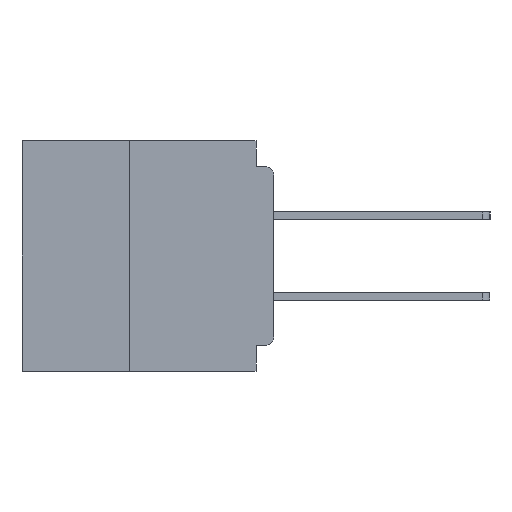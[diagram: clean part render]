
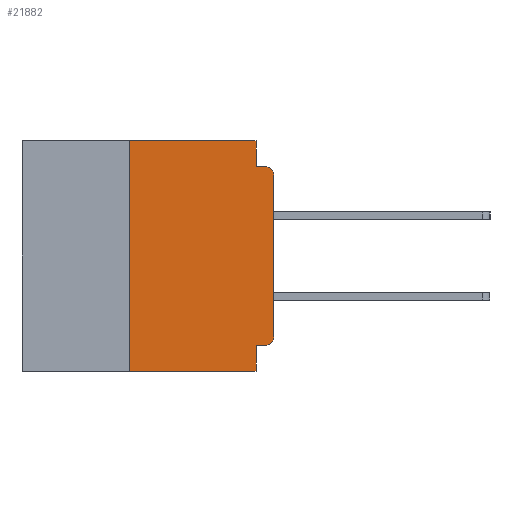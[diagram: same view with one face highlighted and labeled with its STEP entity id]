
A CAD part, left-side view. The second image highlights one B-rep face of the part: STEP entity #21882.
In plain terms, the highlighted planar face has unit normal (-1, 0, 0).
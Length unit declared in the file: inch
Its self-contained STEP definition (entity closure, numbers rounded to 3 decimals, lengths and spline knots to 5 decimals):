
#576 = AXIS2_PLACEMENT_3D ( 'NONE', #9610, #31864, #12806 ) ;
#791 = CIRCLE ( 'NONE', #576, 0.015 ) ;
#2163 = CARTESIAN_POINT ( 'NONE',  ( 0., 0.437, 0. ) ) ;
#3163 = CARTESIAN_POINT ( 'NONE',  ( 0., 0.031, -0.355 ) ) ;
#3666 = CARTESIAN_POINT ( 'NONE',  ( 0., 0.031, 0. ) ) ;
#4055 = LINE ( 'NONE', #23456, #20051 ) ;
#4248 = VECTOR ( 'NONE', #16094, 39.37008 ) ;
#4429 = LINE ( 'NONE', #39293, #36311 ) ;
#5198 = FACE_OUTER_BOUND ( 'NONE', #29893, .T. ) ;
#5562 = CARTESIAN_POINT ( 'NONE',  ( 0., 0., -0.34 ) ) ;
#5897 = EDGE_CURVE ( 'NONE', #39297, #25258, #17891, .T. ) ;
#6860 = CARTESIAN_POINT ( 'NONE',  ( 0., 0.25, -0.4 ) ) ;
#7231 = VECTOR ( 'NONE', #29149, 39.37008 ) ;
#7675 = VERTEX_POINT ( 'NONE', #16786 ) ;
#8011 = CARTESIAN_POINT ( 'NONE',  ( 0., 0., -0.355 ) ) ;
#8023 = EDGE_CURVE ( 'NONE', #15538, #29248, #791, .T. ) ;
#8258 = ORIENTED_EDGE ( 'NONE', *, *, #15154, .F. ) ;
#9324 = CARTESIAN_POINT ( 'NONE',  ( 0., 0.437, 0. ) ) ;
#9408 = VERTEX_POINT ( 'NONE', #16906 ) ;
#9610 = CARTESIAN_POINT ( 'NONE',  ( 0., 0.015, -0.34 ) ) ;
#10532 = CARTESIAN_POINT ( 'NONE',  ( 0., 0.25, 0. ) ) ;
#10692 = VERTEX_POINT ( 'NONE', #10532 ) ;
#11052 = EDGE_CURVE ( 'NONE', #7675, #22102, #12041, .T. ) ;
#11257 = EDGE_CURVE ( 'NONE', #29248, #7675, #4055, .T. ) ;
#11334 = CARTESIAN_POINT ( 'NONE',  ( 0., 0.031, -0.4 ) ) ;
#12041 = CIRCLE ( 'NONE', #14027, 0.015 ) ;
#12806 = DIRECTION ( 'NONE',  ( 0., 0., -1. ) ) ;
#12866 = CARTESIAN_POINT ( 'NONE',  ( 0., 0., -0.045 ) ) ;
#13376 = CARTESIAN_POINT ( 'NONE',  ( 0., 0.031, -0.4 ) ) ;
#13397 = VERTEX_POINT ( 'NONE', #41162 ) ;
#14027 = AXIS2_PLACEMENT_3D ( 'NONE', #16202, #38463, #19426 ) ;
#14732 = LINE ( 'NONE', #6860, #7231 ) ;
#15154 = EDGE_CURVE ( 'NONE', #9408, #13397, #36615, .T. ) ;
#15538 = VERTEX_POINT ( 'NONE', #21397 ) ;
#15750 = DIRECTION ( 'NONE',  ( 1., 0., 0. ) ) ;
#16094 = DIRECTION ( 'NONE',  ( 0., -1., 0. ) ) ;
#16202 = CARTESIAN_POINT ( 'NONE',  ( 0., 0.015, -0.06 ) ) ;
#16786 = CARTESIAN_POINT ( 'NONE',  ( 0., 0., -0.06 ) ) ;
#16906 = CARTESIAN_POINT ( 'NONE',  ( 0., 0.031, 0. ) ) ;
#17891 = LINE ( 'NONE', #11334, #35773 ) ;
#19130 = ORIENTED_EDGE ( 'NONE', *, *, #5897, .F. ) ;
#19426 = DIRECTION ( 'NONE',  ( 0., 0., -1. ) ) ;
#20009 = VECTOR ( 'NONE', #37013, 39.37008 ) ;
#20051 = VECTOR ( 'NONE', #26779, 39.37008 ) ;
#20322 = ORIENTED_EDGE ( 'NONE', *, *, #11052, .T. ) ;
#20557 = EDGE_CURVE ( 'NONE', #10692, #9408, #37334, .T. ) ;
#20562 = ORIENTED_EDGE ( 'NONE', *, *, #20557, .F. ) ;
#21276 = ORIENTED_EDGE ( 'NONE', *, *, #24756, .T. ) ;
#21397 = CARTESIAN_POINT ( 'NONE',  ( 0., 0.015, -0.355 ) ) ;
#21436 = EDGE_CURVE ( 'NONE', #38190, #10692, #14732, .T. ) ;
#21813 = VECTOR ( 'NONE', #38627, 39.37008 ) ;
#21882 = ADVANCED_FACE ( 'NONE', ( #5198 ), #25092, .F. ) ;
#22102 = VERTEX_POINT ( 'NONE', #35734 ) ;
#23456 = CARTESIAN_POINT ( 'NONE',  ( 0., 0., 0. ) ) ;
#23493 = DIRECTION ( 'NONE',  ( 0., -1., 0. ) ) ;
#24756 = EDGE_CURVE ( 'NONE', #38190, #25258, #4429, .T. ) ;
#25092 = PLANE ( 'NONE',  #35080 ) ;
#25258 = VERTEX_POINT ( 'NONE', #13376 ) ;
#25360 = ORIENTED_EDGE ( 'NONE', *, *, #40378, .F. ) ;
#26779 = DIRECTION ( 'NONE',  ( 0., 0., 1. ) ) ;
#27111 = DIRECTION ( 'NONE',  ( 0., 1., 0. ) ) ;
#28339 = VECTOR ( 'NONE', #27111, 39.37008 ) ;
#29149 = DIRECTION ( 'NONE',  ( 0., 0., 1. ) ) ;
#29248 = VERTEX_POINT ( 'NONE', #5562 ) ;
#29893 = EDGE_LOOP ( 'NONE', ( #35246, #20322, #30859, #8258, #20562, #32016, #21276, #19130, #25360, #36380 ) ) ;
#30303 = CARTESIAN_POINT ( 'NONE',  ( 0., 0.25, -0.4 ) ) ;
#30318 = LINE ( 'NONE', #8011, #28339 ) ;
#30859 = ORIENTED_EDGE ( 'NONE', *, *, #38537, .F. ) ;
#31864 = DIRECTION ( 'NONE',  ( -1., 0., 0. ) ) ;
#32016 = ORIENTED_EDGE ( 'NONE', *, *, #21436, .F. ) ;
#33591 = DIRECTION ( 'NONE',  ( 0., 0., -1. ) ) ;
#35080 = AXIS2_PLACEMENT_3D ( 'NONE', #9324, #15750, #38018 ) ;
#35099 = LINE ( 'NONE', #12866, #4248 ) ;
#35246 = ORIENTED_EDGE ( 'NONE', *, *, #11257, .T. ) ;
#35734 = CARTESIAN_POINT ( 'NONE',  ( 0., 0.015, -0.045 ) ) ;
#35773 = VECTOR ( 'NONE', #33591, 39.37008 ) ;
#36311 = VECTOR ( 'NONE', #23493, 39.37008 ) ;
#36380 = ORIENTED_EDGE ( 'NONE', *, *, #8023, .T. ) ;
#36615 = LINE ( 'NONE', #3666, #21813 ) ;
#37013 = DIRECTION ( 'NONE',  ( 0., -1., 0. ) ) ;
#37334 = LINE ( 'NONE', #2163, #20009 ) ;
#38018 = DIRECTION ( 'NONE',  ( 0., 0., -1. ) ) ;
#38190 = VERTEX_POINT ( 'NONE', #30303 ) ;
#38463 = DIRECTION ( 'NONE',  ( -1., 0., 0. ) ) ;
#38537 = EDGE_CURVE ( 'NONE', #13397, #22102, #35099, .T. ) ;
#38627 = DIRECTION ( 'NONE',  ( 0., 0., -1. ) ) ;
#39293 = CARTESIAN_POINT ( 'NONE',  ( 0., 0.437, -0.4 ) ) ;
#39297 = VERTEX_POINT ( 'NONE', #3163 ) ;
#40378 = EDGE_CURVE ( 'NONE', #15538, #39297, #30318, .T. ) ;
#41162 = CARTESIAN_POINT ( 'NONE',  ( 0., 0.031, -0.045 ) ) ;
